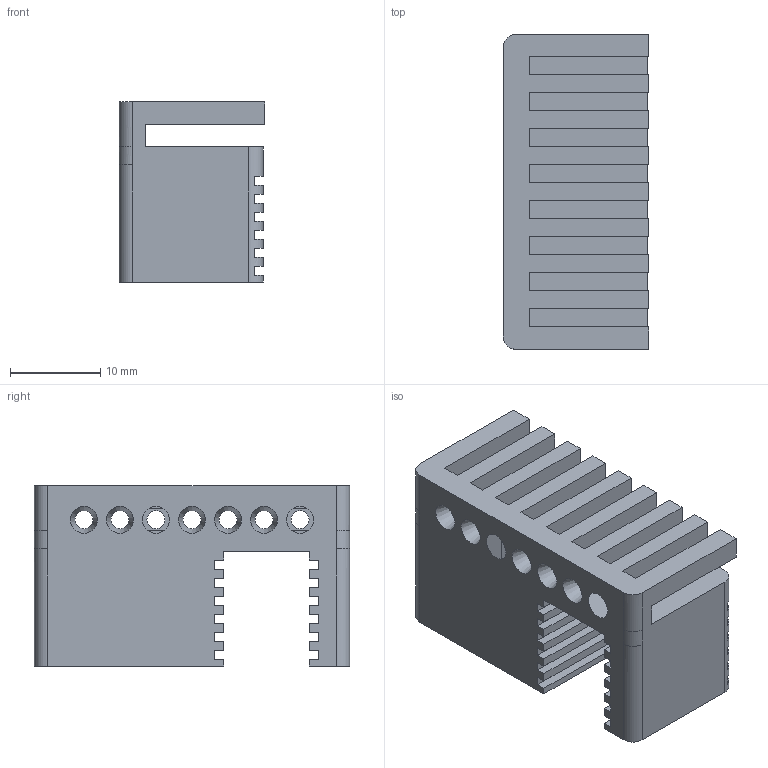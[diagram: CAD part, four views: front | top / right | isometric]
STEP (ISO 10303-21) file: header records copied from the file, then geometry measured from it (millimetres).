
FILE_DESCRIPTION(/* description */ (''),/* implementation_level */ '2;1');
FILE_NAME(/* name */ 'Arrayholder_unmolded.step',/* time_stamp */ '2022-03-31T17:24:48+02:00',/* author */ (''),/* organization */ (''),/* preprocessor_version */ 'ST-DEVELOPER v18.1',/* originating_system */ 'Autodesk Translation Framework v10.13.0.1454',/* authorisation */ '');
FILE_SCHEMA (('AUTOMOTIVE_DESIGN { 1 0 10303 214 3 1 1 }'));
Length unit declared in the file: millimetre
Products named in the file (1): Arrayholder_raw
Bounding box: 16.2 x 35 x 20 mm (x, y, z)
Volume: 7145.7 mm3; surface area: 4931.4 mm2
Topology: 1 solids, 1 shells, 166 faces, 487 edges, 323 vertices
Faces by surface type: plane 118, cylinder 39, cone 7, bspline 2
Full cylindrical faces by diameter (mm): 2 x7
Entity records: 5590 total; most frequent: CARTESIAN_POINT 1009, ORIENTED_EDGE 974, DIRECTION 924, EDGE_CURVE 487, LINE 376, VECTOR 376, VERTEX_POINT 323, AXIS2_PLACEMENT_3D 274
